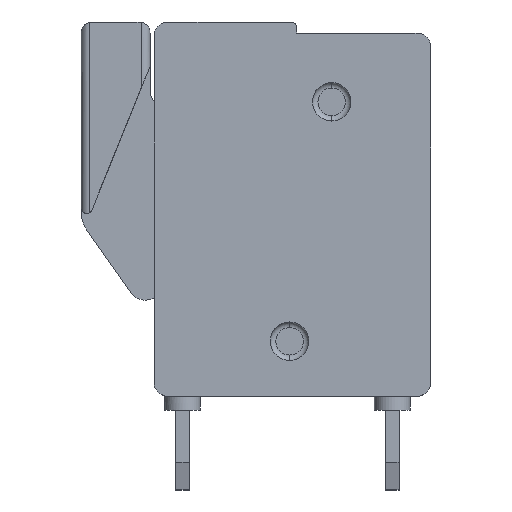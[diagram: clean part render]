
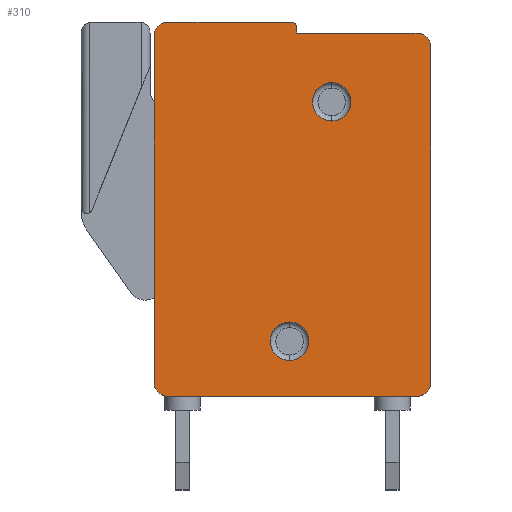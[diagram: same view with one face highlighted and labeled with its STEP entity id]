
A CAD part, top view. The second image highlights one B-rep face of the part: STEP entity #310.
In plain terms, the highlighted planar face has unit normal (0, 0, 1).
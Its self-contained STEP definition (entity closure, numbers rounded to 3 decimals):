
#310=ADVANCED_FACE('',(#714,#715,#716),#717,.T.);
#714=FACE_OUTER_BOUND('',#1218,.T.);
#715=FACE_BOUND('',#1219,.T.);
#716=FACE_BOUND('',#1220,.T.);
#717=PLANE('',#1221);
#1218=EDGE_LOOP('',(#2060,#2061,#2062,#2063,#2064,#2065,#2066,#2067,#2068,#2069,#2070));
#1219=EDGE_LOOP('',(#2071,#2072));
#1220=EDGE_LOOP('',(#2073,#2074));
#1221=AXIS2_PLACEMENT_3D('',#2075,#2076,#2077);
#2060=ORIENTED_EDGE('',*,*,#3267,.F.);
#2061=ORIENTED_EDGE('',*,*,#3045,.T.);
#2062=ORIENTED_EDGE('',*,*,#2994,.F.);
#2063=ORIENTED_EDGE('',*,*,#3268,.T.);
#2064=ORIENTED_EDGE('',*,*,#3078,.F.);
#2065=ORIENTED_EDGE('',*,*,#3269,.T.);
#2066=ORIENTED_EDGE('',*,*,#3177,.T.);
#2067=ORIENTED_EDGE('',*,*,#3181,.F.);
#2068=ORIENTED_EDGE('',*,*,#3053,.T.);
#2069=ORIENTED_EDGE('',*,*,#3199,.T.);
#2070=ORIENTED_EDGE('',*,*,#2987,.T.);
#2071=ORIENTED_EDGE('',*,*,#3270,.F.);
#2072=ORIENTED_EDGE('',*,*,#3271,.F.);
#2073=ORIENTED_EDGE('',*,*,#3272,.F.);
#2074=ORIENTED_EDGE('',*,*,#3273,.F.);
#2075=CARTESIAN_POINT('',(33.261,17.733,1.905));
#2076=DIRECTION('',(0.0,-0.0,1.0));
#2077=DIRECTION('',(0.,1.0,0.0));
#2987=EDGE_CURVE('',#3563,#3561,#3564,.T.);
#2994=EDGE_CURVE('',#3574,#3570,#3576,.T.);
#3045=EDGE_CURVE('',#3661,#3570,#3664,.T.);
#3053=EDGE_CURVE('',#3678,#3675,#3679,.T.);
#3078=EDGE_CURVE('',#3721,#3723,#3724,.T.);
#3177=EDGE_CURVE('',#3877,#3881,#3883,.T.);
#3181=EDGE_CURVE('',#3678,#3881,#3888,.T.);
#3199=EDGE_CURVE('',#3675,#3563,#3916,.T.);
#3267=EDGE_CURVE('',#3661,#3561,#4017,.T.);
#3268=EDGE_CURVE('',#3574,#3723,#4018,.T.);
#3269=EDGE_CURVE('',#3721,#3877,#4019,.T.);
#3270=EDGE_CURVE('',#4020,#4021,#4022,.T.);
#3271=EDGE_CURVE('',#4021,#4020,#4023,.T.);
#3272=EDGE_CURVE('',#4024,#4025,#4026,.T.);
#3273=EDGE_CURVE('',#4025,#4024,#4027,.T.);
#3561=VERTEX_POINT('',#4432);
#3563=VERTEX_POINT('',#4435);
#3564=CIRCLE('',#4436,0.5);
#3570=VERTEX_POINT('',#4443);
#3574=VERTEX_POINT('',#4449);
#3576=LINE('',#4452,#4453);
#3661=VERTEX_POINT('',#4596);
#3664=CIRCLE('',#4600,0.5);
#3675=VERTEX_POINT('',#4613);
#3678=VERTEX_POINT('',#4617);
#3679=CIRCLE('',#4618,0.5);
#3721=VERTEX_POINT('',#4759);
#3723=VERTEX_POINT('',#4762);
#3724=LINE('',#4763,#4764);
#3877=VERTEX_POINT('',#5080);
#3881=VERTEX_POINT('',#5085);
#3883=CIRCLE('',#5088,0.2);
#3888=LINE('',#5093,#5094);
#3916=LINE('',#5155,#5156);
#4017=LINE('',#5333,#5334);
#4018=CIRCLE('',#5335,0.5);
#4019=LINE('',#5336,#5337);
#4020=VERTEX_POINT('',#5338);
#4021=VERTEX_POINT('',#5339);
#4022=CIRCLE('',#5340,0.7);
#4023=CIRCLE('',#5341,0.7);
#4024=VERTEX_POINT('',#5342);
#4025=VERTEX_POINT('',#5343);
#4026=CIRCLE('',#5344,0.7);
#4027=CIRCLE('',#5345,0.7);
#4432=CARTESIAN_POINT('',(0.5,-0.5,1.905));
#4435=CARTESIAN_POINT('',(0.0,0.,1.905));
#4436=AXIS2_PLACEMENT_3D('',#5945,#5946,#5947);
#4443=CARTESIAN_POINT('',(10.05,0.0,1.905));
#4449=CARTESIAN_POINT('',(10.05,12.2,1.905));
#4452=CARTESIAN_POINT('',(10.05,17.733,1.905));
#4453=VECTOR('',#5955,1.0);
#4596=CARTESIAN_POINT('',(9.55,-0.5,1.905));
#4600=AXIS2_PLACEMENT_3D('',#6033,#6034,#6035);
#4613=CARTESIAN_POINT('',(0.0,12.6,1.905));
#4617=CARTESIAN_POINT('',(0.5,13.1,1.905));
#4618=AXIS2_PLACEMENT_3D('',#6045,#6046,#6047);
#4759=CARTESIAN_POINT('',(5.18,12.7,1.905));
#4762=CARTESIAN_POINT('',(9.55,12.7,1.905));
#4763=CARTESIAN_POINT('',(33.261,12.7,1.905));
#4764=VECTOR('',#6067,1.0);
#5080=CARTESIAN_POINT('',(5.18,12.9,1.905));
#5085=CARTESIAN_POINT('',(4.98,13.1,1.905));
#5088=AXIS2_PLACEMENT_3D('',#6206,#6207,#6208);
#5093=CARTESIAN_POINT('',(33.261,13.1,1.905));
#5094=VECTOR('',#6215,1.0);
#5155=CARTESIAN_POINT('',(0.0,17.733,1.905));
#5156=VECTOR('',#6234,1.0);
#5333=CARTESIAN_POINT('',(33.261,-0.5,1.905));
#5334=VECTOR('',#6332,1.0);
#5335=AXIS2_PLACEMENT_3D('',#6333,#6334,#6335);
#5336=CARTESIAN_POINT('',(5.18,17.733,1.905));
#5337=VECTOR('',#6336,1.0);
#5338=CARTESIAN_POINT('',(6.45,9.5,1.905));
#5339=CARTESIAN_POINT('',(6.45,10.9,1.905));
#5340=AXIS2_PLACEMENT_3D('',#6337,#6338,#6339);
#5341=AXIS2_PLACEMENT_3D('',#6340,#6341,#6342);
#5342=CARTESIAN_POINT('',(4.92,0.8,1.905));
#5343=CARTESIAN_POINT('',(4.92,2.2,1.905));
#5344=AXIS2_PLACEMENT_3D('',#6343,#6344,#6345);
#5345=AXIS2_PLACEMENT_3D('',#6346,#6347,#6348);
#5945=CARTESIAN_POINT('',(0.5,0.,1.905));
#5946=DIRECTION('',(0.0,-0.0,1.0));
#5947=DIRECTION('',(0.,1.0,0.0));
#5955=DIRECTION('',(0.,-1.0,0.0));
#6033=CARTESIAN_POINT('',(9.55,0.0,1.905));
#6034=DIRECTION('',(0.0,-0.0,1.0));
#6035=DIRECTION('',(0.,1.0,0.0));
#6045=CARTESIAN_POINT('',(0.5,12.6,1.905));
#6046=DIRECTION('',(0.0,-0.0,1.0));
#6047=DIRECTION('',(0.,1.0,0.0));
#6067=DIRECTION('',(1.0,0.,0.0));
#6206=CARTESIAN_POINT('',(4.98,12.9,1.905));
#6207=DIRECTION('',(0.0,-0.0,1.0));
#6208=DIRECTION('',(0.,1.0,0.0));
#6215=DIRECTION('',(1.0,0.,0.0));
#6234=DIRECTION('',(0.,-1.0,0.0));
#6332=DIRECTION('',(-1.0,0.,0.0));
#6333=CARTESIAN_POINT('',(9.55,12.2,1.905));
#6334=DIRECTION('',(0.0,-0.0,1.0));
#6335=DIRECTION('',(0.,1.0,0.0));
#6336=DIRECTION('',(0.,1.0,0.0));
#6337=CARTESIAN_POINT('',(6.45,10.2,1.905));
#6338=DIRECTION('',(0.0,-0.0,1.0));
#6339=DIRECTION('',(0.,1.0,0.0));
#6340=CARTESIAN_POINT('',(6.45,10.2,1.905));
#6341=DIRECTION('',(0.0,-0.0,1.0));
#6342=DIRECTION('',(0.,1.0,0.0));
#6343=CARTESIAN_POINT('',(4.92,1.5,1.905));
#6344=DIRECTION('',(0.0,-0.0,1.0));
#6345=DIRECTION('',(0.,1.0,0.0));
#6346=CARTESIAN_POINT('',(4.92,1.5,1.905));
#6347=DIRECTION('',(0.0,-0.0,1.0));
#6348=DIRECTION('',(0.,1.0,0.0));
